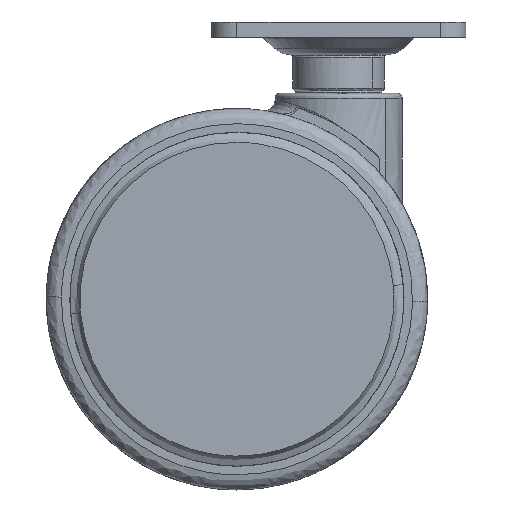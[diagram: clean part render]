
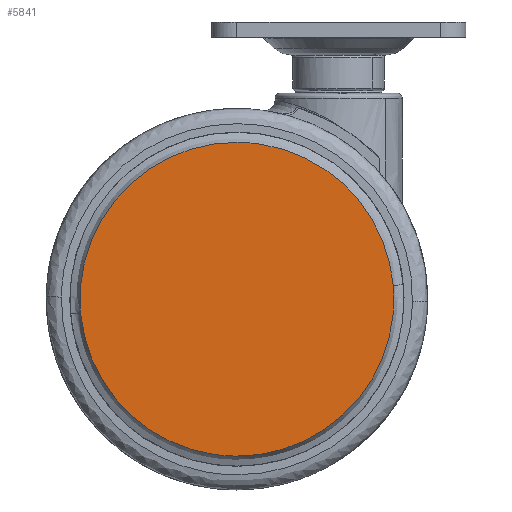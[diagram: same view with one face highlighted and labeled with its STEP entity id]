
A CAD part, front view. The second image highlights one B-rep face of the part: STEP entity #5841.
In plain terms, the highlighted free-form (B-spline) face has degree [1, 1] with [2, 2] control points.
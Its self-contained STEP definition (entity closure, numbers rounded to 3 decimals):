
#5756=CARTESIAN_POINT('',(-53.918,-23.8,-6.573));
#5757=CARTESIAN_POINT('',(-53.918,-23.8,-74.427));
#5758=CARTESIAN_POINT('',(13.918,-23.8,-6.573));
#5759=CARTESIAN_POINT('',(13.918,-23.8,-74.427));
#5760=B_SPLINE_SURFACE_WITH_KNOTS('',1,1,((#5756,#5758),(#5757,#5759)),.UNSPECIFIED.,.F.,.F.,.U.,(2,2),(2,2),(0.0,67.853),(0.0,67.836),.UNSPECIFIED.);
#5761=CARTESIAN_POINT('',(-20.,-23.8,-71.345));
#5762=VERTEX_POINT('',#5761);
#5763=CARTESIAN_POINT('',(10.726,-23.8,-37.79));
#5764=VERTEX_POINT('',#5763);
#5765=CARTESIAN_POINT('',(-20.,-23.8,-71.345));
#5766=CARTESIAN_POINT('',(-18.801,-23.8,-71.345));
#5767=CARTESIAN_POINT('',(-16.403,-23.8,-71.205));
#5768=CARTESIAN_POINT('',(-12.722,-23.8,-70.555));
#5769=CARTESIAN_POINT('',(-9.404,-23.8,-69.535));
#5770=CARTESIAN_POINT('',(-6.037,-23.8,-68.079));
#5771=CARTESIAN_POINT('',(-3.143,-23.8,-66.416));
#5772=CARTESIAN_POINT('',(0.018,-23.8,-64.071));
#5773=CARTESIAN_POINT('',(2.871,-23.8,-61.352));
#5774=CARTESIAN_POINT('',(5.184,-23.8,-58.414));
#5775=CARTESIAN_POINT('',(7.061,-23.8,-55.42));
#5776=CARTESIAN_POINT('',(8.591,-23.8,-52.303));
#5777=CARTESIAN_POINT('',(9.834,-23.8,-48.636));
#5778=CARTESIAN_POINT('',(10.535,-23.8,-45.238));
#5779=CARTESIAN_POINT('',(10.895,-23.8,-41.654));
#5780=CARTESIAN_POINT('',(10.855,-23.8,-39.25));
#5781=CARTESIAN_POINT('',(10.726,-23.8,-37.79));
#5782=B_SPLINE_CURVE_WITH_KNOTS('',3,(#5765,#5766,#5767,#5768,#5769,#5770,#5771,#5772,#5773,#5774,#5775,#5776,#5777,#5778,#5779,#5780,#5781),.UNSPECIFIED.,.F.,.U.,(4,1,1,1,1,1,1,1,1,1,1,1,1,1,4),(0.,3.597,7.195,11.192,13.99,18.187,21.185,25.782,29.979,32.378,36.375,40.372,43.97,46.768,51.165),.UNSPECIFIED.);
#5783=EDGE_CURVE('',#5762,#5764,#5782,.T.);
#5784=ORIENTED_EDGE('',*,*,#5783,.T.);
#5785=CARTESIAN_POINT('',(-20.,-23.8,-9.655));
#5786=VERTEX_POINT('',#5785);
#5787=CARTESIAN_POINT('',(10.726,-23.8,-37.79));
#5788=CARTESIAN_POINT('',(10.548,-23.8,-35.773));
#5789=CARTESIAN_POINT('',(9.993,-23.8,-32.833));
#5790=CARTESIAN_POINT('',(8.558,-23.8,-28.661));
#5791=CARTESIAN_POINT('',(6.829,-23.8,-25.054));
#5792=CARTESIAN_POINT('',(4.352,-23.8,-21.393));
#5793=CARTESIAN_POINT('',(1.174,-23.8,-17.909));
#5794=CARTESIAN_POINT('',(-2.449,-23.8,-14.976));
#5795=CARTESIAN_POINT('',(-6.437,-23.8,-12.686));
#5796=CARTESIAN_POINT('',(-10.7,-23.8,-10.972));
#5797=CARTESIAN_POINT('',(-15.176,-23.8,-9.902));
#5798=CARTESIAN_POINT('',(-18.452,-23.8,-9.655));
#5799=CARTESIAN_POINT('',(-20.,-23.8,-9.655));
#5800=B_SPLINE_CURVE_WITH_KNOTS('',3,(#5787,#5788,#5789,#5790,#5791,#5792,#5793,#5794,#5795,#5796,#5797,#5798,#5799),.UNSPECIFIED.,.F.,.U.,(4,1,1,1,1,1,1,1,1,1,4),(0.,6.075,8.933,13.221,18.045,22.154,27.336,31.981,35.912,41.093,45.738),.UNSPECIFIED.);
#5801=EDGE_CURVE('',#5764,#5786,#5800,.T.);
#5802=ORIENTED_EDGE('',*,*,#5801,.T.);
#5803=CARTESIAN_POINT('',(-50.726,-23.8,-43.21));
#5804=VERTEX_POINT('',#5803);
#5805=CARTESIAN_POINT('',(-20.,-23.8,-9.655));
#5806=CARTESIAN_POINT('',(-21.999,-23.8,-9.655));
#5807=CARTESIAN_POINT('',(-25.396,-23.8,-9.986));
#5808=CARTESIAN_POINT('',(-29.717,-23.8,-11.147));
#5809=CARTESIAN_POINT('',(-33.369,-23.8,-12.615));
#5810=CARTESIAN_POINT('',(-36.934,-23.8,-14.588));
#5811=CARTESIAN_POINT('',(-40.334,-23.8,-17.179));
#5812=CARTESIAN_POINT('',(-43.585,-23.8,-20.442));
#5813=CARTESIAN_POINT('',(-46.36,-23.8,-24.212));
#5814=CARTESIAN_POINT('',(-48.354,-23.8,-28.146));
#5815=CARTESIAN_POINT('',(-49.632,-23.8,-31.726));
#5816=CARTESIAN_POINT('',(-50.35,-23.8,-34.711));
#5817=CARTESIAN_POINT('',(-50.882,-23.8,-38.609));
#5818=CARTESIAN_POINT('',(-50.89,-23.8,-41.352));
#5819=CARTESIAN_POINT('',(-50.726,-23.8,-43.21));
#5820=B_SPLINE_CURVE_WITH_KNOTS('',3,(#5805,#5806,#5807,#5808,#5809,#5810,#5811,#5812,#5813,#5814,#5815,#5816,#5817,#5818,#5819),.UNSPECIFIED.,.F.,.U.,(4,1,1,1,1,1,1,1,1,1,1,1,4),(0.,5.996,10.193,13.391,17.788,22.385,26.182,31.578,36.375,39.373,42.97,45.569,51.165),.UNSPECIFIED.);
#5821=EDGE_CURVE('',#5786,#5804,#5820,.T.);
#5822=ORIENTED_EDGE('',*,*,#5821,.T.);
#5823=CARTESIAN_POINT('',(-50.726,-23.8,-43.21));
#5824=CARTESIAN_POINT('',(-50.548,-23.8,-45.227));
#5825=CARTESIAN_POINT('',(-49.893,-23.8,-48.696));
#5826=CARTESIAN_POINT('',(-48.243,-23.8,-53.116));
#5827=CARTESIAN_POINT('',(-46.203,-23.8,-56.963));
#5828=CARTESIAN_POINT('',(-43.435,-23.8,-60.786));
#5829=CARTESIAN_POINT('',(-40.054,-23.8,-64.086));
#5830=CARTESIAN_POINT('',(-36.621,-23.8,-66.566));
#5831=CARTESIAN_POINT('',(-33.653,-23.8,-68.225));
#5832=CARTESIAN_POINT('',(-30.142,-23.8,-69.72));
#5833=CARTESIAN_POINT('',(-25.658,-23.8,-70.986));
#5834=CARTESIAN_POINT('',(-22.025,-23.8,-71.345));
#5835=CARTESIAN_POINT('',(-20.,-23.8,-71.345));
#5836=B_SPLINE_CURVE_WITH_KNOTS('',3,(#5823,#5824,#5825,#5826,#5827,#5828,#5829,#5830,#5831,#5832,#5833,#5834,#5835),.UNSPECIFIED.,.F.,.U.,(4,1,1,1,1,1,1,1,1,1,4),(0.,6.075,10.541,14.115,19.117,24.656,28.229,31.802,34.84,39.664,45.738),.UNSPECIFIED.);
#5837=EDGE_CURVE('',#5804,#5762,#5836,.T.);
#5838=ORIENTED_EDGE('',*,*,#5837,.T.);
#5839=EDGE_LOOP('',(#5784,#5802,#5822,#5838));
#5840=FACE_OUTER_BOUND('',#5839,.T.);
#5841=ADVANCED_FACE('',(#5840),#5760,.T.);
